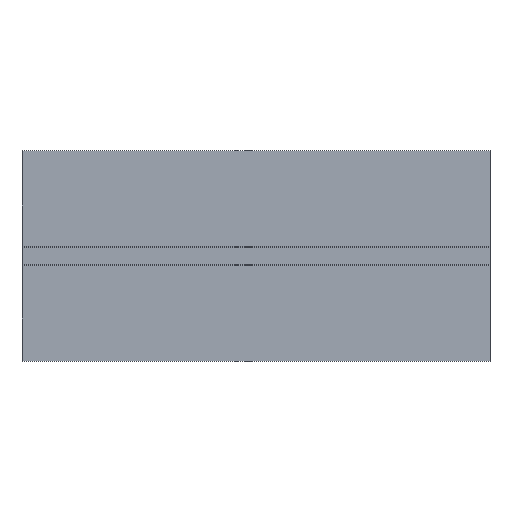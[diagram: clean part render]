
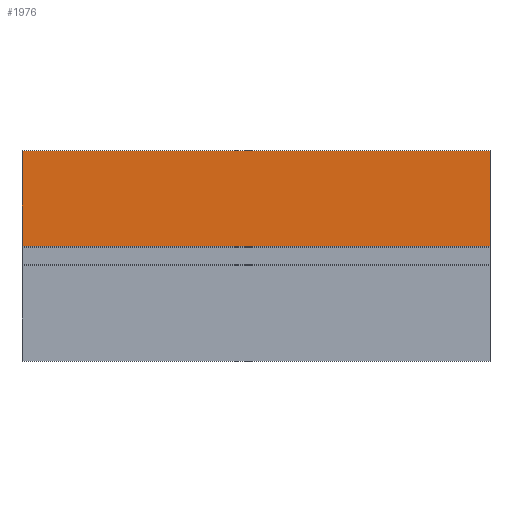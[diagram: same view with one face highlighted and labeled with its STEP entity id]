
A CAD part, top view. The second image highlights one B-rep face of the part: STEP entity #1976.
In plain terms, the highlighted planar face has unit normal (0, 0, 1).
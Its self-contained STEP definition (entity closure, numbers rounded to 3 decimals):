
#67 = CARTESIAN_POINT ( 'NONE',  ( 0., 49.15, 0. ) ) ;
#87 = ORIENTED_EDGE ( 'NONE', *, *, #222, .F. ) ;
#108 = CARTESIAN_POINT ( 'NONE',  ( 0., 90., 0. ) ) ;
#222 = EDGE_CURVE ( 'NONE', #2302, #1166, #279, .T. ) ;
#232 = CARTESIAN_POINT ( 'NONE',  ( 200., 90., 0. ) ) ;
#279 = LINE ( 'NONE', #1973, #461 ) ;
#386 = LINE ( 'NONE', #1274, #2155 ) ;
#443 = DIRECTION ( 'NONE',  ( 0., 1., 0. ) ) ;
#461 = VECTOR ( 'NONE', #818, 1000. ) ;
#469 = EDGE_LOOP ( 'NONE', ( #2306, #1454, #87, #2453 ) ) ;
#790 = DIRECTION ( 'NONE',  ( -1., 0., 0. ) ) ;
#818 = DIRECTION ( 'NONE',  ( 0., -1., 0. ) ) ;
#860 = EDGE_CURVE ( 'NONE', #1166, #2065, #1867, .T. ) ;
#881 = EDGE_CURVE ( 'NONE', #1343, #2065, #386, .T. ) ;
#906 = VECTOR ( 'NONE', #2387, 1000. ) ;
#974 = FACE_OUTER_BOUND ( 'NONE', #469, .T. ) ;
#1166 = VERTEX_POINT ( 'NONE', #1767 ) ;
#1274 = CARTESIAN_POINT ( 'NONE',  ( 0., 90., 0. ) ) ;
#1343 = VERTEX_POINT ( 'NONE', #108 ) ;
#1390 = CARTESIAN_POINT ( 'NONE',  ( 200., 90., 0. ) ) ;
#1454 = ORIENTED_EDGE ( 'NONE', *, *, #860, .F. ) ;
#1683 = EDGE_CURVE ( 'NONE', #2302, #1343, #2258, .T. ) ;
#1767 = CARTESIAN_POINT ( 'NONE',  ( 200., 49.15, 0. ) ) ;
#1867 = LINE ( 'NONE', #2378, #906 ) ;
#1971 = PLANE ( 'NONE',  #2307 ) ;
#1973 = CARTESIAN_POINT ( 'NONE',  ( 200., 90., 0. ) ) ;
#1976 = ADVANCED_FACE ( 'NONE', ( #974 ), #1971, .F. ) ;
#2010 = DIRECTION ( 'NONE',  ( 0., -1., 0. ) ) ;
#2065 = VERTEX_POINT ( 'NONE', #67 ) ;
#2155 = VECTOR ( 'NONE', #2010, 1000. ) ;
#2214 = CARTESIAN_POINT ( 'NONE',  ( 200., 90., 0. ) ) ;
#2258 = LINE ( 'NONE', #232, #2438 ) ;
#2302 = VERTEX_POINT ( 'NONE', #2214 ) ;
#2306 = ORIENTED_EDGE ( 'NONE', *, *, #881, .T. ) ;
#2307 = AXIS2_PLACEMENT_3D ( 'NONE', #1390, #2349, #443 ) ;
#2349 = DIRECTION ( 'NONE',  ( 0., 0., -1. ) ) ;
#2378 = CARTESIAN_POINT ( 'NONE',  ( 200., 49.15, 0. ) ) ;
#2387 = DIRECTION ( 'NONE',  ( -1., 0., 0. ) ) ;
#2438 = VECTOR ( 'NONE', #790, 1000. ) ;
#2453 = ORIENTED_EDGE ( 'NONE', *, *, #1683, .T. ) ;
